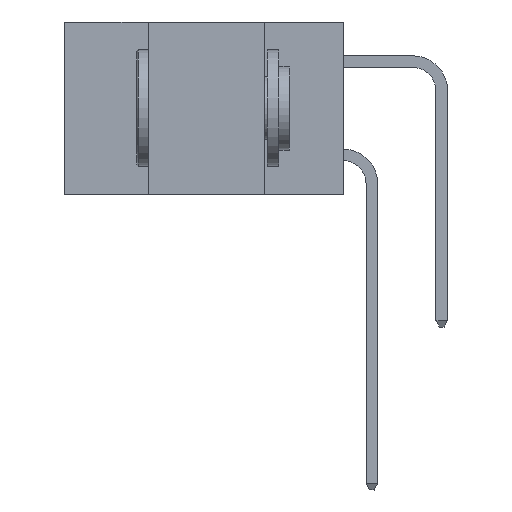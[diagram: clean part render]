
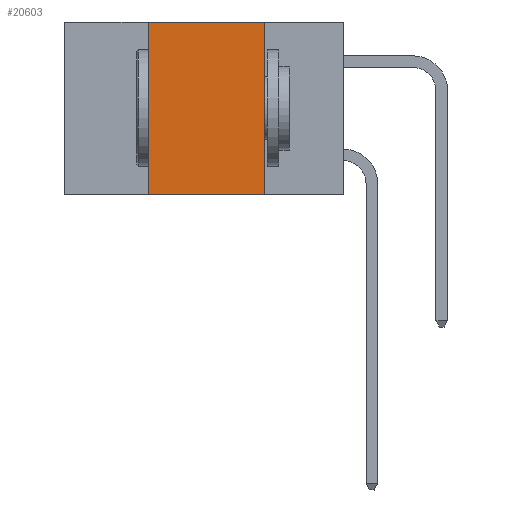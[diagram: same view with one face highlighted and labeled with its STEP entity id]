
A CAD part, left-side view. The second image highlights one B-rep face of the part: STEP entity #20603.
In plain terms, the highlighted planar face has unit normal (-1, 0, 0).
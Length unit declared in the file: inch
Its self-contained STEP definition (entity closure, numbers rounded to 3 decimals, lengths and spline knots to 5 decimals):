
#2020 = ORIENTED_EDGE ( 'NONE', *, *, #12925, .F. ) ;
#2640 = DIRECTION ( 'NONE',  ( 0., -1., 0. ) ) ;
#3257 = DIRECTION ( 'NONE',  ( 0., -1., 0. ) ) ;
#4642 = VERTEX_POINT ( 'NONE', #17181 ) ;
#4648 = EDGE_LOOP ( 'NONE', ( #2020, #6128, #13605, #15939 ) ) ;
#5388 = CARTESIAN_POINT ( 'NONE',  ( 0., 0.42, 0. ) ) ;
#6040 = LINE ( 'NONE', #11273, #7264 ) ;
#6128 = ORIENTED_EDGE ( 'NONE', *, *, #20273, .F. ) ;
#6282 = CARTESIAN_POINT ( 'NONE',  ( 0., 0.17, 0. ) ) ;
#6760 = CARTESIAN_POINT ( 'NONE',  ( 0., 0.6, 0. ) ) ;
#7264 = VECTOR ( 'NONE', #2640, 39.37008 ) ;
#7914 = DIRECTION ( 'NONE',  ( 0., 0., -1. ) ) ;
#8361 = LINE ( 'NONE', #13719, #15315 ) ;
#8457 = FACE_OUTER_BOUND ( 'NONE', #4648, .T. ) ;
#9522 = CARTESIAN_POINT ( 'NONE',  ( 0., 0.17, -0.37 ) ) ;
#9632 = VERTEX_POINT ( 'NONE', #6282 ) ;
#10605 = LINE ( 'NONE', #12308, #14802 ) ;
#10621 = AXIS2_PLACEMENT_3D ( 'NONE', #6760, #15523, #12650 ) ;
#11273 = CARTESIAN_POINT ( 'NONE',  ( 0., 0.6, -0.37 ) ) ;
#12308 = CARTESIAN_POINT ( 'NONE',  ( 0., 0.42, -0.37 ) ) ;
#12650 = DIRECTION ( 'NONE',  ( 0., 0., -1. ) ) ;
#12925 = EDGE_CURVE ( 'NONE', #9632, #18555, #21575, .T. ) ;
#13605 = ORIENTED_EDGE ( 'NONE', *, *, #15453, .F. ) ;
#13719 = CARTESIAN_POINT ( 'NONE',  ( 0., 0.6, 0. ) ) ;
#14802 = VECTOR ( 'NONE', #20829, 39.37008 ) ;
#15011 = VERTEX_POINT ( 'NONE', #5388 ) ;
#15315 = VECTOR ( 'NONE', #3257, 39.37008 ) ;
#15453 = EDGE_CURVE ( 'NONE', #4642, #15011, #10605, .T. ) ;
#15523 = DIRECTION ( 'NONE',  ( 1., 0., 0. ) ) ;
#15867 = VECTOR ( 'NONE', #7914, 39.37008 ) ;
#15939 = ORIENTED_EDGE ( 'NONE', *, *, #17889, .T. ) ;
#16018 = CARTESIAN_POINT ( 'NONE',  ( 0., 0.17, -0.37 ) ) ;
#17181 = CARTESIAN_POINT ( 'NONE',  ( 0., 0.42, -0.37 ) ) ;
#17889 = EDGE_CURVE ( 'NONE', #4642, #18555, #6040, .T. ) ;
#18555 = VERTEX_POINT ( 'NONE', #16018 ) ;
#20273 = EDGE_CURVE ( 'NONE', #15011, #9632, #8361, .T. ) ;
#20603 = ADVANCED_FACE ( 'NONE', ( #8457 ), #22334, .F. ) ;
#20829 = DIRECTION ( 'NONE',  ( 0., 0., 1. ) ) ;
#21575 = LINE ( 'NONE', #9522, #15867 ) ;
#22334 = PLANE ( 'NONE',  #10621 ) ;
